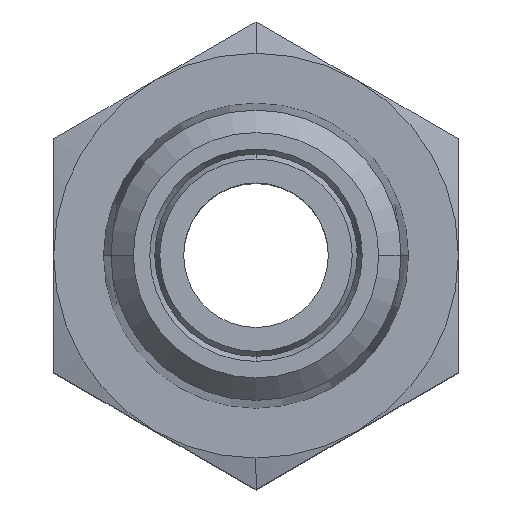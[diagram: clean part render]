
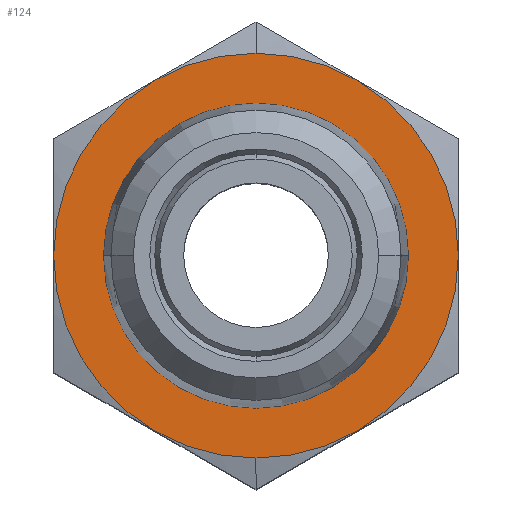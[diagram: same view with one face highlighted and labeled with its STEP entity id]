
A CAD part, top view. The second image highlights one B-rep face of the part: STEP entity #124.
In plain terms, the highlighted planar face has unit normal (0, 0, 1).
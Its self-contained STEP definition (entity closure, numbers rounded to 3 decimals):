
#124=ADVANCED_FACE('',(#256,#257),#258,.T.);
#256=FACE_OUTER_BOUND('',#391,.T.);
#257=FACE_BOUND('',#392,.T.);
#258=PLANE('',#393);
#391=EDGE_LOOP('',(#660,#661,#662,#663,#664,#665,#666,#667));
#392=EDGE_LOOP('',(#668,#669));
#393=AXIS2_PLACEMENT_3D('',#670,#671,#672);
#660=ORIENTED_EDGE('',*,*,#875,.T.);
#661=ORIENTED_EDGE('',*,*,#834,.T.);
#662=ORIENTED_EDGE('',*,*,#876,.T.);
#663=ORIENTED_EDGE('',*,*,#877,.T.);
#664=ORIENTED_EDGE('',*,*,#870,.T.);
#665=ORIENTED_EDGE('',*,*,#857,.T.);
#666=ORIENTED_EDGE('',*,*,#850,.T.);
#667=ORIENTED_EDGE('',*,*,#878,.T.);
#668=ORIENTED_EDGE('',*,*,#861,.F.);
#669=ORIENTED_EDGE('',*,*,#809,.F.);
#670=CARTESIAN_POINT('',(0.0,0.0,0.0));
#671=DIRECTION('',(0.0,0.0,1.0));
#672=DIRECTION('',(1.0,-0.0,0.0));
#809=EDGE_CURVE('',#963,#959,#965,.T.);
#834=EDGE_CURVE('',#995,#998,#1000,.T.);
#850=EDGE_CURVE('',#985,#907,#1025,.T.);
#857=EDGE_CURVE('',#1031,#985,#1033,.T.);
#861=EDGE_CURVE('',#959,#963,#1037,.T.);
#870=EDGE_CURVE('',#1046,#1031,#1047,.T.);
#875=EDGE_CURVE('',#1052,#995,#1053,.T.);
#876=EDGE_CURVE('',#998,#1007,#1054,.T.);
#877=EDGE_CURVE('',#1007,#1046,#1055,.T.);
#878=EDGE_CURVE('',#907,#1052,#1056,.T.);
#907=VERTEX_POINT('',#1105);
#959=VERTEX_POINT('',#1200);
#963=VERTEX_POINT('',#1205);
#965=CIRCLE('',#1208,5.275);
#985=VERTEX_POINT('',#1239);
#995=VERTEX_POINT('',#1278);
#998=VERTEX_POINT('',#1282);
#1000=CIRCLE('',#1293,7.0);
#1007=VERTEX_POINT('',#1301);
#1025=CIRCLE('',#1358,7.0);
#1031=VERTEX_POINT('',#1383);
#1033=CIRCLE('',#1386,7.0);
#1037=CIRCLE('',#1399,5.275);
#1046=VERTEX_POINT('',#1417);
#1047=CIRCLE('',#1418,7.0);
#1052=VERTEX_POINT('',#1441);
#1053=CIRCLE('',#1442,7.0);
#1054=CIRCLE('',#1443,7.0);
#1055=CIRCLE('',#1444,7.0);
#1056=CIRCLE('',#1445,7.0);
#1105=CARTESIAN_POINT('',(-7.,0.,0.));
#1200=CARTESIAN_POINT('',(5.275,0.0,0.));
#1205=CARTESIAN_POINT('',(-5.275,0.,0.));
#1208=AXIS2_PLACEMENT_3D('',#1548,#1549,#1550);
#1239=CARTESIAN_POINT('',(-3.5,6.062,0.));
#1278=CARTESIAN_POINT('',(0.,-7.0,0.0));
#1282=CARTESIAN_POINT('',(3.5,-6.062,0.));
#1293=AXIS2_PLACEMENT_3D('',#1577,#1578,#1579);
#1301=CARTESIAN_POINT('',(7.,0.,0.));
#1358=AXIS2_PLACEMENT_3D('',#1593,#1594,#1595);
#1383=CARTESIAN_POINT('',(0.,7.0,0.0));
#1386=AXIS2_PLACEMENT_3D('',#1598,#1599,#1600);
#1399=AXIS2_PLACEMENT_3D('',#1601,#1602,#1603);
#1417=CARTESIAN_POINT('',(3.5,6.062,0.));
#1418=AXIS2_PLACEMENT_3D('',#1613,#1614,#1615);
#1441=CARTESIAN_POINT('',(-3.5,-6.062,0.));
#1442=AXIS2_PLACEMENT_3D('',#1616,#1617,#1618);
#1443=AXIS2_PLACEMENT_3D('',#1619,#1620,#1621);
#1444=AXIS2_PLACEMENT_3D('',#1622,#1623,#1624);
#1445=AXIS2_PLACEMENT_3D('',#1625,#1626,#1627);
#1548=CARTESIAN_POINT('',(0.0,0.0,0.));
#1549=DIRECTION('',(0.0,0.0,1.0));
#1550=DIRECTION('',(1.0,0.0,0.0));
#1577=CARTESIAN_POINT('',(0.0,0.0,0.0));
#1578=DIRECTION('',(0.0,0.0,1.0));
#1579=DIRECTION('',(-0.5,-0.866,0.0));
#1593=CARTESIAN_POINT('',(0.0,0.0,0.0));
#1594=DIRECTION('',(0.0,0.0,1.0));
#1595=DIRECTION('',(-0.5,0.866,0.0));
#1598=CARTESIAN_POINT('',(0.0,0.0,0.0));
#1599=DIRECTION('',(0.0,-0.0,1.0));
#1600=DIRECTION('',(0.5,0.866,0.0));
#1601=CARTESIAN_POINT('',(0.0,0.0,0.));
#1602=DIRECTION('',(0.0,0.0,1.0));
#1603=DIRECTION('',(1.0,0.0,0.0));
#1613=CARTESIAN_POINT('',(0.0,0.0,0.0));
#1614=DIRECTION('',(0.0,-0.0,1.0));
#1615=DIRECTION('',(0.5,0.866,0.0));
#1616=CARTESIAN_POINT('',(0.0,0.0,0.0));
#1617=DIRECTION('',(0.0,0.0,1.0));
#1618=DIRECTION('',(-0.5,-0.866,0.0));
#1619=CARTESIAN_POINT('',(0.0,0.0,0.0));
#1620=DIRECTION('',(0.0,0.0,1.0));
#1621=DIRECTION('',(0.5,-0.866,0.0));
#1622=CARTESIAN_POINT('',(0.0,0.0,0.0));
#1623=DIRECTION('',(0.0,0.0,1.0));
#1624=DIRECTION('',(1.0,0.,0.0));
#1625=CARTESIAN_POINT('',(0.0,0.0,0.0));
#1626=DIRECTION('',(0.0,0.0,1.0));
#1627=DIRECTION('',(-1.0,0.,0.0));
